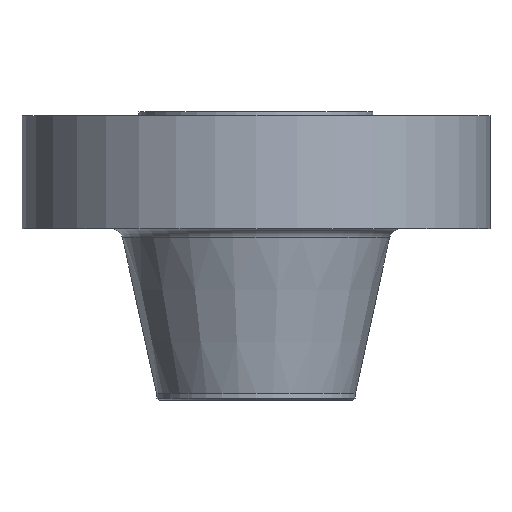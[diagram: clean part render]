
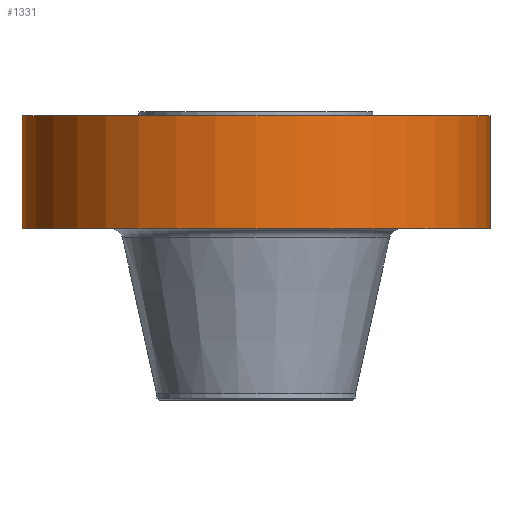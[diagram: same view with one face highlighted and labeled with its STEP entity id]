
A CAD part, front view. The second image highlights one B-rep face of the part: STEP entity #1331.
In plain terms, the highlighted cylindrical face has radius 381 mm (diameter 762 mm), a partial arc.
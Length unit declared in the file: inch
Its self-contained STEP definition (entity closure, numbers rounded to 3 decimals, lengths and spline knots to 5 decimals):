
#3 = FACE_OUTER_BOUND ( 'NONE', #1193, .T. ) ;
#19 = VERTEX_POINT ( 'NONE', #694 ) ;
#33 = LINE ( 'NONE', #913, #789 ) ;
#71 = LINE ( 'NONE', #1049, #1250 ) ;
#133 = AXIS2_PLACEMENT_3D ( 'NONE', #345, #1112, #353 ) ;
#169 = CIRCLE ( 'NONE', #721, 15. ) ;
#207 = CARTESIAN_POINT ( 'NONE',  ( 0., 0., -0.25 ) ) ;
#290 = DIRECTION ( 'NONE',  ( 0., 0., 1. ) ) ;
#316 = AXIS2_PLACEMENT_3D ( 'NONE', #976, #954, #1192 ) ;
#345 = CARTESIAN_POINT ( 'NONE',  ( 0., 0., 0. ) ) ;
#353 = DIRECTION ( 'NONE',  ( 1., 0., 0. ) ) ;
#404 = EDGE_CURVE ( 'NONE', #857, #1098, #71, .T. ) ;
#431 = DIRECTION ( 'NONE',  ( 1., 0., 0. ) ) ;
#554 = DIRECTION ( 'NONE',  ( 0., 0., 1. ) ) ;
#555 = CARTESIAN_POINT ( 'NONE',  ( -15., 0., -0.25 ) ) ;
#559 = ORIENTED_EDGE ( 'NONE', *, *, #1355, .F. ) ;
#578 = EDGE_CURVE ( 'NONE', #1070, #1098, #169, .T. ) ;
#688 = ORIENTED_EDGE ( 'NONE', *, *, #892, .T. ) ;
#694 = CARTESIAN_POINT ( 'NONE',  ( -15., 0., -7.5 ) ) ;
#721 = AXIS2_PLACEMENT_3D ( 'NONE', #207, #290, #431 ) ;
#749 = ORIENTED_EDGE ( 'NONE', *, *, #404, .T. ) ;
#789 = VECTOR ( 'NONE', #554, 39.37008 ) ;
#837 = DIRECTION ( 'NONE',  ( 0., 0., 1. ) ) ;
#857 = VERTEX_POINT ( 'NONE', #1426 ) ;
#892 = EDGE_CURVE ( 'NONE', #19, #857, #893, .T. ) ;
#893 = CIRCLE ( 'NONE', #316, 15. ) ;
#913 = CARTESIAN_POINT ( 'NONE',  ( -15., 0., 0. ) ) ;
#954 = DIRECTION ( 'NONE',  ( 0., 0., 1. ) ) ;
#976 = CARTESIAN_POINT ( 'NONE',  ( 0., 0., -7.5 ) ) ;
#1049 = CARTESIAN_POINT ( 'NONE',  ( 15., 0., 0. ) ) ;
#1070 = VERTEX_POINT ( 'NONE', #555 ) ;
#1098 = VERTEX_POINT ( 'NONE', #1140 ) ;
#1112 = DIRECTION ( 'NONE',  ( 0., 0., 1. ) ) ;
#1140 = CARTESIAN_POINT ( 'NONE',  ( 15., 0., -0.25 ) ) ;
#1142 = ORIENTED_EDGE ( 'NONE', *, *, #578, .F. ) ;
#1192 = DIRECTION ( 'NONE',  ( 1., 0., 0. ) ) ;
#1193 = EDGE_LOOP ( 'NONE', ( #559, #688, #749, #1142 ) ) ;
#1250 = VECTOR ( 'NONE', #837, 39.37008 ) ;
#1331 = ADVANCED_FACE ( 'NONE', ( #3 ), #1353, .T. ) ;
#1353 = CYLINDRICAL_SURFACE ( 'NONE', #133, 15. ) ;
#1355 = EDGE_CURVE ( 'NONE', #19, #1070, #33, .T. ) ;
#1426 = CARTESIAN_POINT ( 'NONE',  ( 15., 0., -7.5 ) ) ;
